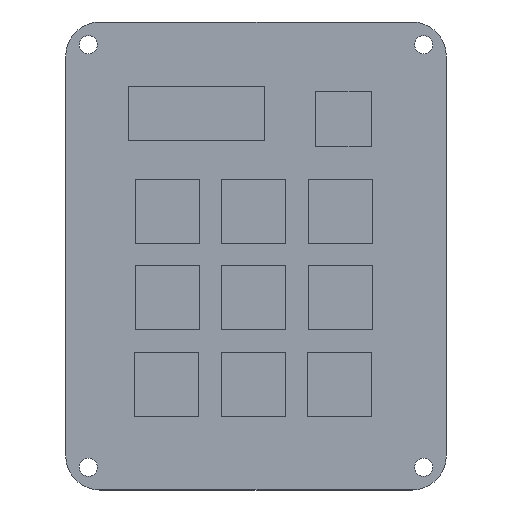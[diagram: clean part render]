
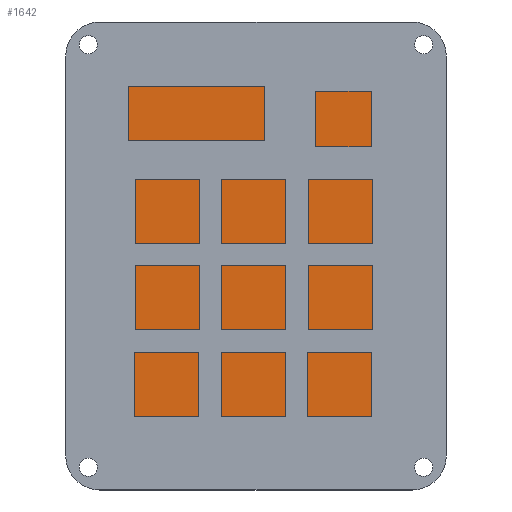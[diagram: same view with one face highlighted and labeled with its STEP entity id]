
A CAD part, front view. The second image highlights one B-rep face of the part: STEP entity #1642.
In plain terms, the highlighted planar face has unit normal (0, -1, 0).
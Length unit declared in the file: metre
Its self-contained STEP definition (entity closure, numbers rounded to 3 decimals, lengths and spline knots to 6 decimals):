
#470=ORIENTED_EDGE('',*,*,#701,.F.);
#471=ORIENTED_EDGE('',*,*,#698,.T.);
#472=ORIENTED_EDGE('',*,*,#678,.T.);
#473=ORIENTED_EDGE('',*,*,#704,.F.);
#678=EDGE_CURVE('',#847,#846,#1034,.T.);
#698=EDGE_CURVE('',#866,#847,#1054,.T.);
#701=EDGE_CURVE('',#866,#868,#1057,.T.);
#704=EDGE_CURVE('',#868,#846,#1060,.T.);
#846=VERTEX_POINT('',#2558);
#847=VERTEX_POINT('',#2560);
#866=VERTEX_POINT('',#2603);
#868=VERTEX_POINT('',#2609);
#1034=LINE('',#2559,#1222);
#1054=LINE('',#2602,#1242);
#1057=LINE('',#2608,#1245);
#1060=LINE('',#2614,#1248);
#1222=VECTOR('',#2101,1.);
#1242=VECTOR('',#2129,1.);
#1245=VECTOR('',#2134,1.);
#1248=VECTOR('',#2139,1.);
#1368=EDGE_LOOP('',(#470,#471,#472,#473));
#1494=FACE_BOUND('',#1368,.T.);
#1570=PLANE('',#1782);
#1642=ADVANCED_FACE('',(#1494),#1570,.T.);
#1782=AXIS2_PLACEMENT_3D('',#2653,#2185,#2186);
#2101=DIRECTION('',(-1.,0.,0.));
#2129=DIRECTION('',(0.,0.,1.));
#2134=DIRECTION('',(-1.,0.,0.));
#2139=DIRECTION('',(0.,0.,1.));
#2185=DIRECTION('',(0.,-1.,0.));
#2186=DIRECTION('',(1.,0.,0.));
#2558=CARTESIAN_POINT('',(-0.031905,-0.003,0.041535));
#2559=CARTESIAN_POINT('',(0.,-0.003,0.041535));
#2560=CARTESIAN_POINT('',(0.031905,-0.003,0.041535));
#2602=CARTESIAN_POINT('',(0.031905,-0.003,0.));
#2603=CARTESIAN_POINT('',(0.031905,-0.003,-0.041535));
#2608=CARTESIAN_POINT('',(0.,-0.003,-0.041535));
#2609=CARTESIAN_POINT('',(-0.031905,-0.003,-0.041535));
#2614=CARTESIAN_POINT('',(-0.031905,-0.003,0.));
#2653=CARTESIAN_POINT('',(0.,-0.003,0.));
